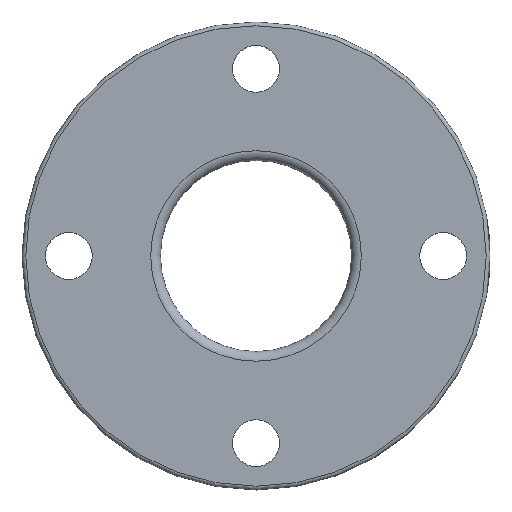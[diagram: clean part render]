
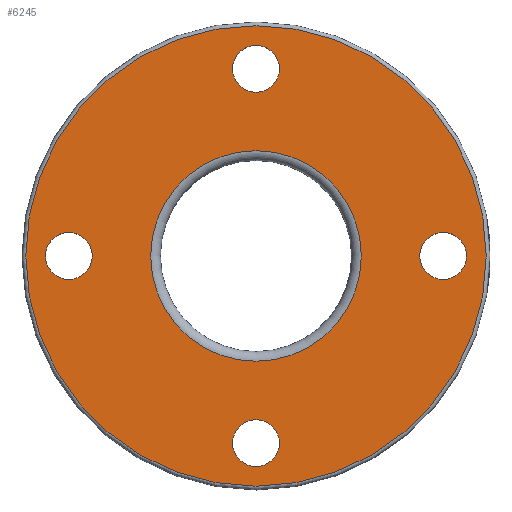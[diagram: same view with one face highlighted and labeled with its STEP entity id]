
A CAD part, top view. The second image highlights one B-rep face of the part: STEP entity #6245.
In plain terms, the highlighted planar face has unit normal (0, 0, 1).
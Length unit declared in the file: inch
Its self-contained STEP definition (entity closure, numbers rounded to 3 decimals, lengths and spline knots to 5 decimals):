
#65=FACE_BOUND('',#1103,.T.);
#66=FACE_BOUND('',#1104,.T.);
#67=FACE_BOUND('',#1105,.T.);
#68=FACE_BOUND('',#1106,.T.);
#69=FACE_BOUND('',#1107,.T.);
#70=FACE_BOUND('',#1108,.T.);
#192=PLANE('',#6533);
#1103=EDGE_LOOP('',(#5825));
#1104=EDGE_LOOP('',(#5826));
#1105=EDGE_LOOP('',(#5827));
#1106=EDGE_LOOP('',(#5828));
#1107=EDGE_LOOP('',(#5829));
#1108=EDGE_LOOP('',(#5830));
#2048=CIRCLE('',#6519,0.375);
#2050=CIRCLE('',#6522,0.375);
#2052=CIRCLE('',#6525,0.375);
#2054=CIRCLE('',#6528,0.375);
#2057=CIRCLE('',#6532,1.6875);
#2058=CIRCLE('',#6534,3.69);
#3055=VERTEX_POINT('',#14577);
#3057=VERTEX_POINT('',#14582);
#3059=VERTEX_POINT('',#14587);
#3061=VERTEX_POINT('',#14592);
#3064=VERTEX_POINT('',#14599);
#3065=VERTEX_POINT('',#14602);
#3982=EDGE_CURVE('',#3055,#3055,#2048,.T.);
#3984=EDGE_CURVE('',#3057,#3057,#2050,.T.);
#3986=EDGE_CURVE('',#3059,#3059,#2052,.T.);
#3988=EDGE_CURVE('',#3061,#3061,#2054,.T.);
#3991=EDGE_CURVE('',#3064,#3064,#2057,.T.);
#3992=EDGE_CURVE('',#3065,#3065,#2058,.T.);
#5825=ORIENTED_EDGE('',*,*,#3982,.T.);
#5826=ORIENTED_EDGE('',*,*,#3984,.T.);
#5827=ORIENTED_EDGE('',*,*,#3986,.T.);
#5828=ORIENTED_EDGE('',*,*,#3988,.T.);
#5829=ORIENTED_EDGE('',*,*,#3992,.F.);
#5830=ORIENTED_EDGE('',*,*,#3991,.F.);
#6245=ADVANCED_FACE('',(#65,#66,#67,#68,#69,#70),#192,.T.);
#6519=AXIS2_PLACEMENT_3D('',#14578,#7482,#7483);
#6522=AXIS2_PLACEMENT_3D('',#14583,#7488,#7489);
#6525=AXIS2_PLACEMENT_3D('',#14588,#7494,#7495);
#6528=AXIS2_PLACEMENT_3D('',#14593,#7500,#7501);
#6532=AXIS2_PLACEMENT_3D('',#14600,#7508,#7509);
#6533=AXIS2_PLACEMENT_3D('',#14601,#7510,#7511);
#6534=AXIS2_PLACEMENT_3D('',#14603,#7512,#7513);
#7482=DIRECTION('center_axis',(0.,0.,-1.));
#7483=DIRECTION('ref_axis',(0.,1.,0.));
#7488=DIRECTION('center_axis',(0.,0.,-1.));
#7489=DIRECTION('ref_axis',(1.,0.,0.));
#7494=DIRECTION('center_axis',(0.,0.,-1.));
#7495=DIRECTION('ref_axis',(0.,-1.,0.));
#7500=DIRECTION('center_axis',(0.,0.,-1.));
#7501=DIRECTION('ref_axis',(-1.,0.,0.));
#7508=DIRECTION('center_axis',(0.,0.,1.));
#7509=DIRECTION('ref_axis',(-1.,0.,0.));
#7510=DIRECTION('center_axis',(0.,0.,1.));
#7511=DIRECTION('ref_axis',(1.,0.,0.));
#7512=DIRECTION('center_axis',(0.,0.,-1.));
#7513=DIRECTION('ref_axis',(-1.,0.,0.));
#14577=CARTESIAN_POINT('',(3.,-0.375,0.5));
#14578=CARTESIAN_POINT('Origin',(3.,0.,0.5));
#14582=CARTESIAN_POINT('',(-0.375,-3.,0.5));
#14583=CARTESIAN_POINT('Origin',(0.,-3.,0.5));
#14587=CARTESIAN_POINT('',(-3.,0.375,0.5));
#14588=CARTESIAN_POINT('Origin',(-3.,0.,0.5));
#14592=CARTESIAN_POINT('',(0.375,3.,0.5));
#14593=CARTESIAN_POINT('Origin',(0.,3.,0.5));
#14599=CARTESIAN_POINT('',(1.6875,0.,0.5));
#14600=CARTESIAN_POINT('Origin',(0.,0.,0.5));
#14601=CARTESIAN_POINT('Origin',(0.,0.,
0.5));
#14602=CARTESIAN_POINT('',(3.69,0.,0.5));
#14603=CARTESIAN_POINT('Origin',(0.,0.,0.5));
